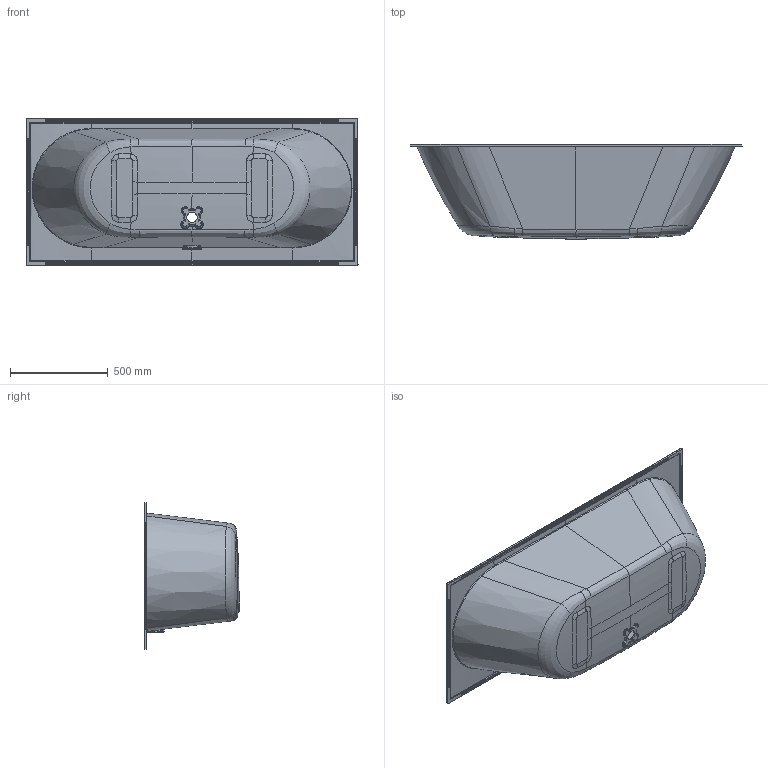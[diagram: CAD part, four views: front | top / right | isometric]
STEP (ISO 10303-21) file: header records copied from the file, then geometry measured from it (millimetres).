
FILE_DESCRIPTION((''),'2;1');
FILE_NAME('UBQ170OBR2DV_OBERON_2_0_ASM','2022-06-29T17:00:06',('hegemanc'),('Villeroy & Boch Wellness bv'),'CREO PARAMETRIC BY PTC INC, 2020454','CREO PARAMETRIC BY PTC INC, 2020454','');
FILE_SCHEMA(('CONFIG_CONTROL_DESIGN'));
Products named in the file (5): MSBR-4_1; MSBR-3_1; MSBR-2_1; MSBR-1_1; UBQ170OBR2DV_OBERON_2_0_ASM
Assembly tree (4 placements, depth 2):
  UBQ170OBR2DV_OBERON_2_0_ASM
    MSBR-4_1
    MSBR-3_1
    MSBR-2_1
    MSBR-1_1
Bounding box: 1700 x 490 x 750 mm (x, y, z)
Volume: 23770596.6 mm3; surface area: 5055740 mm2
Topology: 2 solids, 4 shells, 613 faces, 1492 edges, 890 vertices
Faces by surface type: bspline 228, cylinder 160, plane 143, torus 35, sphere 20, cone 17, extrusion 10
Entity records: 44467 total; most frequent: CARTESIAN_POINT 32155, ORIENTED_EDGE 2954, DIRECTION 1839, EDGE_CURVE 1491, VERTEX_POINT 890, B_SPLINE_CURVE_WITH_KNOTS 733, AXIS2_PLACEMENT_3D 677, EDGE_LOOP 641
